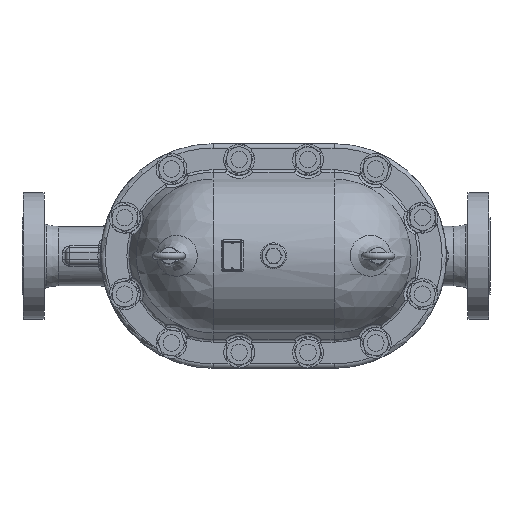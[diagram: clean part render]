
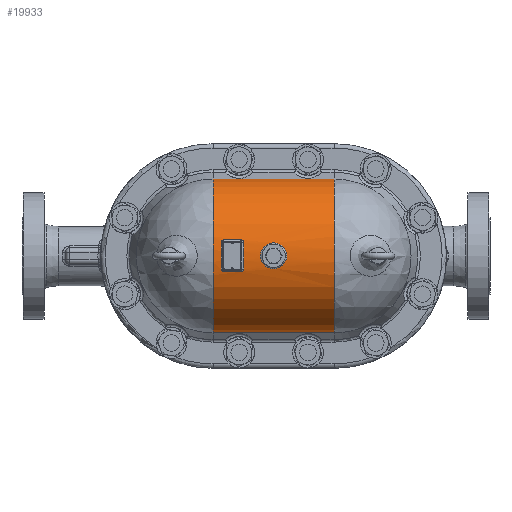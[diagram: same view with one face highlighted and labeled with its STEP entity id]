
A CAD part, top view. The second image highlights one B-rep face of the part: STEP entity #19933.
In plain terms, the highlighted cylindrical face has radius 141 mm (diameter 282 mm), a partial arc.
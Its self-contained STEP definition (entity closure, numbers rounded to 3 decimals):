
#1113=B_SPLINE_CURVE_WITH_KNOTS('',3,(#31226,#31227,#31228,#31229,#31230,
#31231,#31232,#31233,#31234,#31235,#31236,#31237,#31238,#31239,#31240,#31241,
#31242),.UNSPECIFIED.,.T.,.F.,(4,1,1,1,1,1,1,1,1,1,1,1,1,1,4),(-12.677,
-11.771,-10.866,-9.659,-9.055,
-8.451,-7.244,-6.037,-5.433,
-4.829,-3.622,-2.716,-1.811,
-0.905,0.),.UNSPECIFIED.);
#1114=B_SPLINE_CURVE_WITH_KNOTS('',3,(#31248,#31249,#31250,#31251,#31252,
#31253),.UNSPECIFIED.,.F.,.F.,(4,1,1,4),(0.,0.34,0.566,
0.792),.UNSPECIFIED.);
#1115=B_SPLINE_CURVE_WITH_KNOTS('',3,(#31257,#31258,#31259,#31260,#31261,
#31262),.UNSPECIFIED.,.F.,.F.,(4,1,1,4),(0.,0.34,0.566,
0.792),.UNSPECIFIED.);
#1116=B_SPLINE_CURVE_WITH_KNOTS('',3,(#31266,#31267,#31268,#31269,#31270,
#31271),.UNSPECIFIED.,.F.,.F.,(4,1,1,4),(0.,0.226,
0.453,0.792),.UNSPECIFIED.);
#1117=B_SPLINE_CURVE_WITH_KNOTS('',3,(#31275,#31276,#31277,#31278,#31279,
#31280),.UNSPECIFIED.,.F.,.F.,(4,1,1,4),(0.,0.226,0.453,
0.792),.UNSPECIFIED.);
#1707=FACE_BOUND('',#3689,.T.);
#1708=FACE_BOUND('',#3690,.T.);
#2360=FACE_OUTER_BOUND('',#3688,.T.);
#3688=EDGE_LOOP('',(#13050,#13051,#13052,#13053));
#3689=EDGE_LOOP('',(#13054,#13055,#13056,#13057,#13058,#13059,#13060,#13061));
#3690=EDGE_LOOP('',(#13062));
#5045=LINE('',#30701,#5775);
#5049=LINE('',#30818,#5779);
#5065=LINE('',#31255,#5795);
#5066=LINE('',#31273,#5796);
#5775=VECTOR('',#24173,10.);
#5779=VECTOR('',#24191,10.);
#5795=VECTOR('',#24287,10.);
#5796=VECTOR('',#24290,10.);
#6635=CIRCLE('',#21473,141.);
#6636=CIRCLE('',#21474,141.);
#6637=CIRCLE('',#21475,141.);
#6638=CIRCLE('',#21476,141.);
#7829=VERTEX_POINT('',#30698);
#7830=VERTEX_POINT('',#30700);
#7831=VERTEX_POINT('',#30760);
#7832=VERTEX_POINT('',#30816);
#7857=VERTEX_POINT('',#31224);
#7858=VERTEX_POINT('',#31246);
#7859=VERTEX_POINT('',#31247);
#7860=VERTEX_POINT('',#31254);
#7861=VERTEX_POINT('',#31256);
#7862=VERTEX_POINT('',#31263);
#7863=VERTEX_POINT('',#31265);
#7864=VERTEX_POINT('',#31272);
#7865=VERTEX_POINT('',#31274);
#9715=EDGE_CURVE('',#7830,#7829,#5045,.T.);
#9725=EDGE_CURVE('',#7831,#7832,#5049,.T.);
#9768=EDGE_CURVE('',#7857,#7857,#1113,.T.);
#9769=EDGE_CURVE('',#7832,#7830,#6635,.T.);
#9770=EDGE_CURVE('',#7831,#7829,#6636,.T.);
#9771=EDGE_CURVE('',#7858,#7859,#1114,.T.);
#9772=EDGE_CURVE('',#7860,#7858,#5065,.T.);
#9773=EDGE_CURVE('',#7861,#7860,#1115,.T.);
#9774=EDGE_CURVE('',#7862,#7861,#6637,.T.);
#9775=EDGE_CURVE('',#7863,#7862,#1116,.T.);
#9776=EDGE_CURVE('',#7864,#7863,#5066,.T.);
#9777=EDGE_CURVE('',#7865,#7864,#1117,.T.);
#9778=EDGE_CURVE('',#7859,#7865,#6638,.T.);
#13050=ORIENTED_EDGE('',*,*,#9725,.T.);
#13051=ORIENTED_EDGE('',*,*,#9769,.T.);
#13052=ORIENTED_EDGE('',*,*,#9715,.T.);
#13053=ORIENTED_EDGE('',*,*,#9770,.F.);
#13054=ORIENTED_EDGE('',*,*,#9771,.F.);
#13055=ORIENTED_EDGE('',*,*,#9772,.F.);
#13056=ORIENTED_EDGE('',*,*,#9773,.F.);
#13057=ORIENTED_EDGE('',*,*,#9774,.F.);
#13058=ORIENTED_EDGE('',*,*,#9775,.F.);
#13059=ORIENTED_EDGE('',*,*,#9776,.F.);
#13060=ORIENTED_EDGE('',*,*,#9777,.F.);
#13061=ORIENTED_EDGE('',*,*,#9778,.F.);
#13062=ORIENTED_EDGE('',*,*,#9768,.F.);
#18206=CYLINDRICAL_SURFACE('',#21472,141.);
#19933=ADVANCED_FACE('',(#2360,#1707,#1708),#18206,.T.);
#21472=AXIS2_PLACEMENT_3D('',#31243,#24281,#24282);
#21473=AXIS2_PLACEMENT_3D('',#31244,#24283,#24284);
#21474=AXIS2_PLACEMENT_3D('',#31245,#24285,#24286);
#21475=AXIS2_PLACEMENT_3D('',#31264,#24288,#24289);
#21476=AXIS2_PLACEMENT_3D('',#31281,#24291,#24292);
#24173=DIRECTION('',(1.,0.,0.));
#24191=DIRECTION('',(-1.,0.,0.));
#24281=DIRECTION('center_axis',(1.,0.,0.));
#24282=DIRECTION('ref_axis',(0.,1.,0.));
#24283=DIRECTION('center_axis',(1.,0.,0.));
#24284=DIRECTION('ref_axis',(0.,0.,1.));
#24285=DIRECTION('center_axis',(1.,0.,0.));
#24286=DIRECTION('ref_axis',(0.,0.,1.));
#24287=DIRECTION('',(-1.,0.,0.));
#24288=DIRECTION('center_axis',(-1.,0.,0.));
#24289=DIRECTION('ref_axis',(0.,0.,1.));
#24290=DIRECTION('',(1.,0.,0.));
#24291=DIRECTION('center_axis',(1.,0.,0.));
#24292=DIRECTION('ref_axis',(0.,0.,1.));
#30698=CARTESIAN_POINT('',(110.,-139.584,185.03));
#30700=CARTESIAN_POINT('',(-110.,-139.584,185.03));
#30701=CARTESIAN_POINT('',(-110.,-139.584,185.03));
#30760=CARTESIAN_POINT('',(110.,139.584,185.03));
#30816=CARTESIAN_POINT('',(-110.,139.584,185.03));
#30818=CARTESIAN_POINT('',(-110.,139.584,185.03));
#31224=CARTESIAN_POINT('',(0.,23.5,304.128));
#31226=CARTESIAN_POINT('Ctrl Pts',(0.,23.5,304.128));
#31227=CARTESIAN_POINT('Ctrl Pts',(-3.597,23.5,304.128));
#31228=CARTESIAN_POINT('Ctrl Pts',(-10.777,21.884,304.41));
#31229=CARTESIAN_POINT('Ctrl Pts',(-20.367,14.416,305.483));
#31230=CARTESIAN_POINT('Ctrl Pts',(-24.493,4.163,306.189));
#31231=CARTESIAN_POINT('Ctrl Pts',(-23.742,-5.319,
306.053));
#31232=CARTESIAN_POINT('Ctrl Pts',(-20.218,-14.146,305.506));
#31233=CARTESIAN_POINT('Ctrl Pts',(-11.078,-22.471,
304.336));
#31234=CARTESIAN_POINT('Ctrl Pts',(1.325,-24.307,303.984));
#31235=CARTESIAN_POINT('Ctrl Pts',(10.578,-21.477,304.467));
#31236=CARTESIAN_POINT('Ctrl Pts',(18.578,-16.163,305.234));
#31237=CARTESIAN_POINT('Ctrl Pts',(24.208,-6.636,306.135));
#31238=CARTESIAN_POINT('Ctrl Pts',(24.193,5.426,306.128));
#31239=CARTESIAN_POINT('Ctrl Pts',(19.4,15.156,305.371));
#31240=CARTESIAN_POINT('Ctrl Pts',(10.783,21.888,304.413));
#31241=CARTESIAN_POINT('Ctrl Pts',(3.597,23.5,304.128));
#31242=CARTESIAN_POINT('Ctrl Pts',(0.,23.5,304.128));
#31243=CARTESIAN_POINT('Origin',(-110.,0.,165.1));
#31244=CARTESIAN_POINT('Origin',(-110.,0.,165.1));
#31245=CARTESIAN_POINT('Origin',(110.,0.,165.1));
#31246=CARTESIAN_POINT('',(-90.5,28.885,303.11));
#31247=CARTESIAN_POINT('',(-95.5,23.99,304.044));
#31248=CARTESIAN_POINT('Ctrl Pts',(-90.5,28.885,303.11));
#31249=CARTESIAN_POINT('Ctrl Pts',(-91.632,28.885,303.11));
#31250=CARTESIAN_POINT('Ctrl Pts',(-93.507,28.229,303.249));
#31251=CARTESIAN_POINT('Ctrl Pts',(-95.162,26.168,303.656));
#31252=CARTESIAN_POINT('Ctrl Pts',(-95.5,24.718,303.919));
#31253=CARTESIAN_POINT('Ctrl Pts',(-95.5,23.99,304.044));
#31254=CARTESIAN_POINT('',(-59.5,28.885,303.11));
#31255=CARTESIAN_POINT('',(-110.,28.885,303.11));
#31256=CARTESIAN_POINT('',(-54.5,23.99,304.044));
#31257=CARTESIAN_POINT('Ctrl Pts',(-54.5,23.99,304.044));
#31258=CARTESIAN_POINT('Ctrl Pts',(-54.5,25.082,303.856));
#31259=CARTESIAN_POINT('Ctrl Pts',(-55.144,26.893,303.518));
#31260=CARTESIAN_POINT('Ctrl Pts',(-57.239,28.543,303.182));
#31261=CARTESIAN_POINT('Ctrl Pts',(-58.745,28.885,303.11));
#31262=CARTESIAN_POINT('Ctrl Pts',(-59.5,28.885,303.11));
#31263=CARTESIAN_POINT('',(-54.5,-23.99,304.044));
#31264=CARTESIAN_POINT('Origin',(-54.5,0.,165.1));
#31265=CARTESIAN_POINT('',(-59.5,-28.885,303.11));
#31266=CARTESIAN_POINT('Ctrl Pts',(-59.5,-28.885,303.11));
#31267=CARTESIAN_POINT('Ctrl Pts',(-58.745,-28.885,303.11));
#31268=CARTESIAN_POINT('Ctrl Pts',(-57.239,-28.543,
303.182));
#31269=CARTESIAN_POINT('Ctrl Pts',(-55.144,-26.892,
303.518));
#31270=CARTESIAN_POINT('Ctrl Pts',(-54.5,-25.082,303.856));
#31271=CARTESIAN_POINT('Ctrl Pts',(-54.5,-23.99,304.044));
#31272=CARTESIAN_POINT('',(-90.5,-28.885,303.11));
#31273=CARTESIAN_POINT('',(-110.,-28.885,303.11));
#31274=CARTESIAN_POINT('',(-95.5,-23.99,304.044));
#31275=CARTESIAN_POINT('Ctrl Pts',(-95.5,-23.99,304.044));
#31276=CARTESIAN_POINT('Ctrl Pts',(-95.5,-24.718,303.919));
#31277=CARTESIAN_POINT('Ctrl Pts',(-95.162,-26.168,
303.656));
#31278=CARTESIAN_POINT('Ctrl Pts',(-93.506,-28.229,
303.249));
#31279=CARTESIAN_POINT('Ctrl Pts',(-91.632,-28.885,
303.11));
#31280=CARTESIAN_POINT('Ctrl Pts',(-90.5,-28.885,303.11));
#31281=CARTESIAN_POINT('Origin',(-95.5,0.,165.1));
